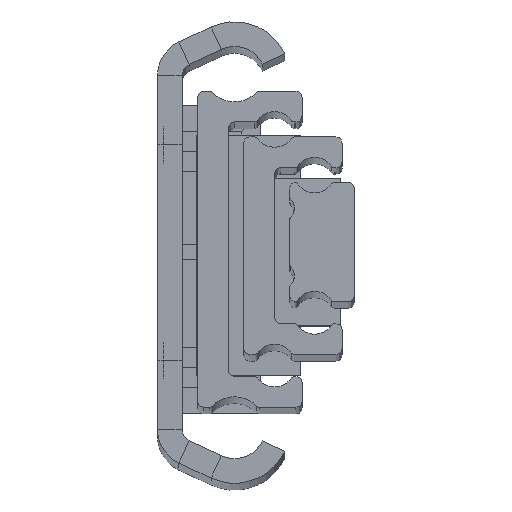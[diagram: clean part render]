
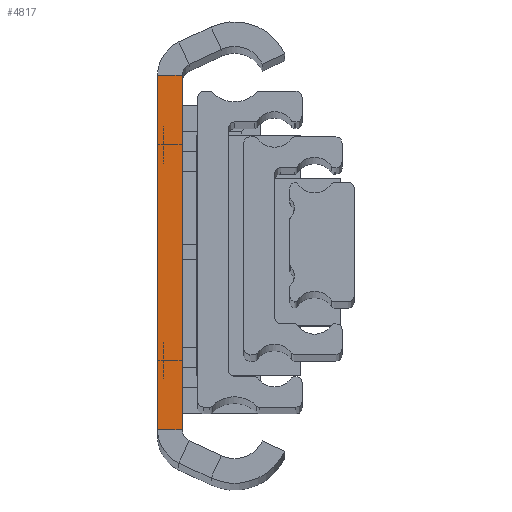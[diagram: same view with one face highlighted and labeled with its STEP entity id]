
A CAD part, top view. The second image highlights one B-rep face of the part: STEP entity #4817.
In plain terms, the highlighted planar face has unit normal (0, 0, 1).
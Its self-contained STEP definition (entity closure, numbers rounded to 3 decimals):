
#203 = ORIENTED_EDGE ( 'NONE', *, *, #5827, .F. ) ;
#277 = DIRECTION ( 'NONE',  ( -1., 0., 0. ) ) ;
#362 = ORIENTED_EDGE ( 'NONE', *, *, #932, .T. ) ;
#481 = VECTOR ( 'NONE', #4421, 1000. ) ;
#512 = LINE ( 'NONE', #3661, #3421 ) ;
#600 = LINE ( 'NONE', #4945, #481 ) ;
#728 = ORIENTED_EDGE ( 'NONE', *, *, #5958, .T. ) ;
#759 = CARTESIAN_POINT ( 'NONE',  ( 4., 28.779, 0. ) ) ;
#844 = ORIENTED_EDGE ( 'NONE', *, *, #3266, .F. ) ;
#926 = FACE_OUTER_BOUND ( 'NONE', #3152, .T. ) ;
#932 = EDGE_CURVE ( 'NONE', #4979, #3265, #600, .T. ) ;
#1057 = VECTOR ( 'NONE', #277, 1000. ) ;
#1145 = CARTESIAN_POINT ( 'NONE',  ( 4., 28.779, 0. ) ) ;
#1306 = VERTEX_POINT ( 'NONE', #1145 ) ;
#1700 = VERTEX_POINT ( 'NONE', #1931 ) ;
#1931 = CARTESIAN_POINT ( 'NONE',  ( 4., -28.779, 0. ) ) ;
#2500 = DIRECTION ( 'NONE',  ( 0., -1., 0. ) ) ;
#2927 = DIRECTION ( 'NONE',  ( 0., -1., 0. ) ) ;
#3152 = EDGE_LOOP ( 'NONE', ( #844, #203, #728, #362 ) ) ;
#3186 = CARTESIAN_POINT ( 'NONE',  ( 0., 28.779, 0. ) ) ;
#3265 = VERTEX_POINT ( 'NONE', #6130 ) ;
#3266 = EDGE_CURVE ( 'NONE', #1700, #3265, #4091, .T. ) ;
#3421 = VECTOR ( 'NONE', #6398, 1000. ) ;
#3661 = CARTESIAN_POINT ( 'NONE',  ( 0., 28.779, 0. ) ) ;
#3992 = VECTOR ( 'NONE', #2927, 1000. ) ;
#4091 = LINE ( 'NONE', #6209, #1057 ) ;
#4117 = CARTESIAN_POINT ( 'NONE',  ( 0., 28.779, 0. ) ) ;
#4421 = DIRECTION ( 'NONE',  ( 0., -1., 0. ) ) ;
#4817 = ADVANCED_FACE ( 'NONE', ( #926 ), #6864, .F. ) ;
#4945 = CARTESIAN_POINT ( 'NONE',  ( 0., 28.779, 0. ) ) ;
#4979 = VERTEX_POINT ( 'NONE', #3186 ) ;
#5349 = AXIS2_PLACEMENT_3D ( 'NONE', #4117, #6760, #2500 ) ;
#5827 = EDGE_CURVE ( 'NONE', #1306, #1700, #6693, .T. ) ;
#5958 = EDGE_CURVE ( 'NONE', #1306, #4979, #512, .T. ) ;
#6130 = CARTESIAN_POINT ( 'NONE',  ( 0., -28.779, 0. ) ) ;
#6209 = CARTESIAN_POINT ( 'NONE',  ( 0., -28.779, 0. ) ) ;
#6398 = DIRECTION ( 'NONE',  ( -1., 0., 0. ) ) ;
#6693 = LINE ( 'NONE', #759, #3992 ) ;
#6760 = DIRECTION ( 'NONE',  ( 0., 0., -1. ) ) ;
#6864 = PLANE ( 'NONE',  #5349 ) ;
